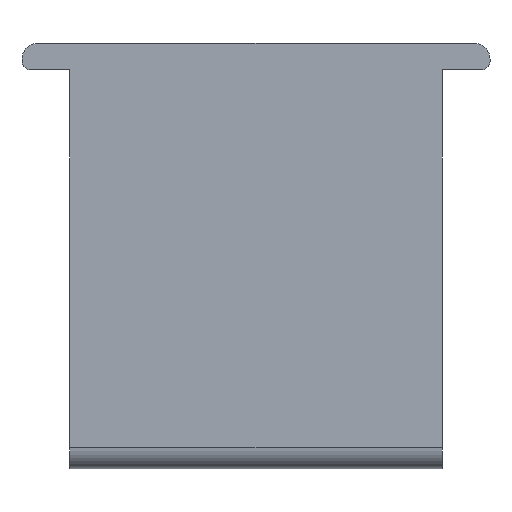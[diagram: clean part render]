
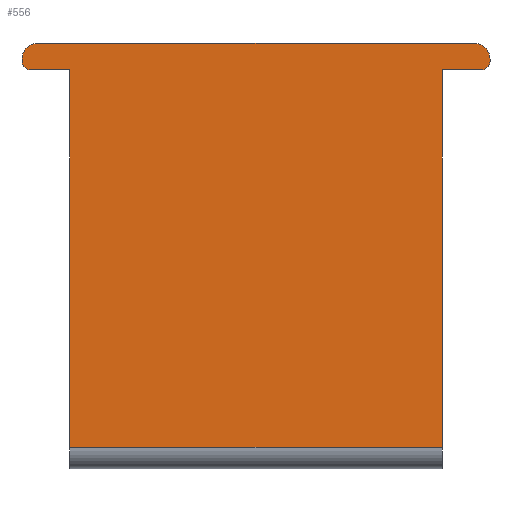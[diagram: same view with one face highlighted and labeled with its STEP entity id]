
A CAD part, left-side view. The second image highlights one B-rep face of the part: STEP entity #556.
In plain terms, the highlighted planar face has unit normal (-1, 0, 0).
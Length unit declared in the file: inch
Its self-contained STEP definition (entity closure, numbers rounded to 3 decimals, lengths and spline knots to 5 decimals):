
#91=DIRECTION('',(0.,1.,0.));
#92=VECTOR('',#91,1.37795);
#93=CARTESIAN_POINT('',(0.,-1.37795,0.07874));
#94=LINE('',#93,#92);
#109=DIRECTION('',(0.,1.,0.));
#110=VECTOR('',#109,0.14567);
#111=CARTESIAN_POINT('',(0.,-1.52362,1.47638));
#112=LINE('',#111,#110);
#113=DIRECTION('',(0.,0.,-1.));
#114=VECTOR('',#113,1.39764);
#115=CARTESIAN_POINT('',(0.,-1.37795,1.47638));
#116=LINE('',#115,#114);
#117=DIRECTION('',(0.,0.,1.));
#118=VECTOR('',#117,1.39764);
#119=CARTESIAN_POINT('',(0.,0.,0.07874));
#120=LINE('',#119,#118);
#121=DIRECTION('',(0.,1.,0.));
#122=VECTOR('',#121,0.14567);
#123=CARTESIAN_POINT('',(0.,0.,1.47638));
#124=LINE('',#123,#122);
#125=DIRECTION('',(0.,0.,1.));
#126=VECTOR('',#125,0.00787);
#127=CARTESIAN_POINT('',(0.,0.17717,1.50787));
#128=LINE('',#127,#126);
#129=DIRECTION('',(0.,-1.,0.));
#130=VECTOR('',#129,1.61417);
#131=CARTESIAN_POINT('',(0.,0.11811,1.5748));
#132=LINE('',#131,#130);
#133=DIRECTION('',(0.,0.,-1.));
#134=VECTOR('',#133,0.00787);
#135=CARTESIAN_POINT('',(0.,-1.55512,1.51575));
#136=LINE('',#135,#134);
#141=CARTESIAN_POINT('',(0.,-1.52362,1.50787));
#142=DIRECTION('',(-1.,0.,0.));
#143=DIRECTION('',(0.,0.,-1.));
#144=AXIS2_PLACEMENT_3D('',#141,#142,#143);
#187=CARTESIAN_POINT('',(0.,-1.49606,1.51575));
#188=DIRECTION('',(-1.,0.,0.));
#189=DIRECTION('',(0.,-1.,0.));
#190=AXIS2_PLACEMENT_3D('',#187,#188,#189);
#205=CARTESIAN_POINT('',(0.,0.11811,1.51575));
#206=DIRECTION('',(-1.,0.,0.));
#207=DIRECTION('',(0.,0.,1.));
#208=AXIS2_PLACEMENT_3D('',#205,#206,#207);
#223=CARTESIAN_POINT('',(0.,0.14567,1.50787));
#224=DIRECTION('',(-1.,0.,0.));
#225=DIRECTION('',(0.,1.,0.));
#226=AXIS2_PLACEMENT_3D('',#223,#224,#225);
#337=CARTESIAN_POINT('',(0.,0.,0.07874));
#338=CARTESIAN_POINT('',(0.,0.,1.47638));
#339=VERTEX_POINT('',#337);
#340=VERTEX_POINT('',#338);
#341=CARTESIAN_POINT('',(0.,-1.37795,1.47638));
#342=CARTESIAN_POINT('',(0.,-1.37795,0.07874));
#343=VERTEX_POINT('',#341);
#344=VERTEX_POINT('',#342);
#362=CARTESIAN_POINT('',(0.,-1.55512,1.51575));
#364=VERTEX_POINT('',#362);
#365=CARTESIAN_POINT('',(0.,-1.49606,1.5748));
#366=VERTEX_POINT('',#365);
#370=CARTESIAN_POINT('',(0.,0.11811,1.5748));
#372=VERTEX_POINT('',#370);
#373=CARTESIAN_POINT('',(0.,0.17717,1.51575));
#374=VERTEX_POINT('',#373);
#378=CARTESIAN_POINT('',(0.,-1.52362,1.47638));
#380=VERTEX_POINT('',#378);
#381=CARTESIAN_POINT('',(0.,-1.55512,1.50787));
#382=VERTEX_POINT('',#381);
#386=CARTESIAN_POINT('',(0.,0.17717,1.50787));
#388=VERTEX_POINT('',#386);
#389=CARTESIAN_POINT('',(0.,0.14567,1.47638));
#390=VERTEX_POINT('',#389);
#526=CARTESIAN_POINT('',(0.,-1.05055,0.));
#527=DIRECTION('',(1.,0.,0.));
#528=DIRECTION('',(0.,1.,0.));
#529=AXIS2_PLACEMENT_3D('',#526,#527,#528);
#530=PLANE('',#529);
#532=ORIENTED_EDGE('',*,*,#531,.F.);
#534=ORIENTED_EDGE('',*,*,#533,.T.);
#536=ORIENTED_EDGE('',*,*,#535,.T.);
#537=ORIENTED_EDGE('',*,*,#517,.T.);
#539=ORIENTED_EDGE('',*,*,#538,.T.);
#541=ORIENTED_EDGE('',*,*,#540,.T.);
#543=ORIENTED_EDGE('',*,*,#542,.F.);
#545=ORIENTED_EDGE('',*,*,#544,.T.);
#547=ORIENTED_EDGE('',*,*,#546,.F.);
#549=ORIENTED_EDGE('',*,*,#548,.T.);
#551=ORIENTED_EDGE('',*,*,#550,.F.);
#553=ORIENTED_EDGE('',*,*,#552,.T.);
#554=EDGE_LOOP('',(#532,#534,#536,#537,#539,#541,#543,#545,#547,#549,#551,
#553));
#555=FACE_OUTER_BOUND('',#554,.F.);
#556=ADVANCED_FACE('',(#555),#530,.F.);
#145=CIRCLE('',#144,0.0315);
#191=CIRCLE('',#190,0.05906);
#209=CIRCLE('',#208,0.05906);
#227=CIRCLE('',#226,0.0315);
#517=EDGE_CURVE('',#344,#339,#94,.T.);
#531=EDGE_CURVE('',#380,#382,#145,.T.);
#533=EDGE_CURVE('',#380,#343,#112,.T.);
#535=EDGE_CURVE('',#343,#344,#116,.T.);
#538=EDGE_CURVE('',#339,#340,#120,.T.);
#540=EDGE_CURVE('',#340,#390,#124,.T.);
#542=EDGE_CURVE('',#388,#390,#227,.T.);
#544=EDGE_CURVE('',#388,#374,#128,.T.);
#546=EDGE_CURVE('',#372,#374,#209,.T.);
#548=EDGE_CURVE('',#372,#366,#132,.T.);
#550=EDGE_CURVE('',#364,#366,#191,.T.);
#552=EDGE_CURVE('',#364,#382,#136,.T.);
